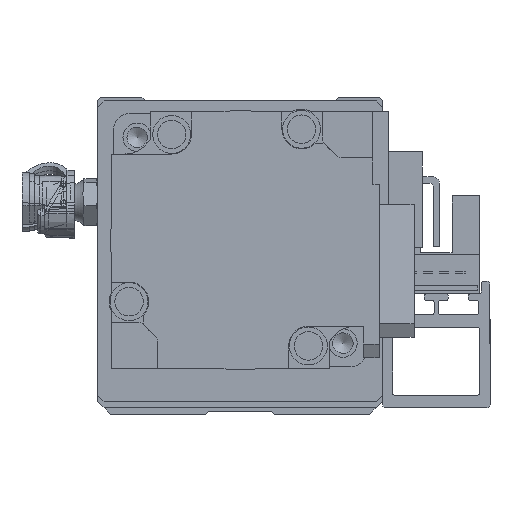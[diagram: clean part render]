
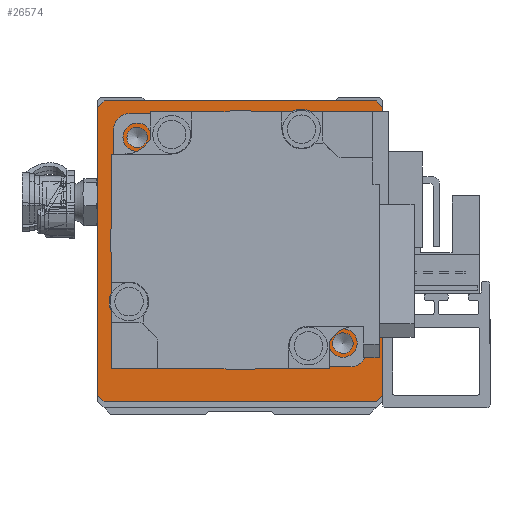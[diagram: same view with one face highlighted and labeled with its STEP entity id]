
A CAD part, front view. The second image highlights one B-rep face of the part: STEP entity #26574.
In plain terms, the highlighted planar face has unit normal (0, -1, 0).
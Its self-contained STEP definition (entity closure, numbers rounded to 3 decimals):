
#684=FACE_BOUND('',#4438,.T.);
#685=FACE_BOUND('',#4439,.T.);
#686=FACE_BOUND('',#4440,.T.);
#687=FACE_BOUND('',#4441,.T.);
#688=FACE_BOUND('',#4442,.T.);
#689=FACE_BOUND('',#4443,.T.);
#690=FACE_BOUND('',#4444,.T.);
#691=FACE_BOUND('',#4445,.T.);
#692=FACE_BOUND('',#4446,.T.);
#1333=PLANE('',#28830);
#2765=FACE_OUTER_BOUND('',#4437,.T.);
#4437=EDGE_LOOP('',(#19889,#19890,#19891,#19892,#19893,#19894,#19895,#19896));
#4438=EDGE_LOOP('',(#19897));
#4439=EDGE_LOOP('',(#19898));
#4440=EDGE_LOOP('',(#19899));
#4441=EDGE_LOOP('',(#19900));
#4442=EDGE_LOOP('',(#19901));
#4443=EDGE_LOOP('',(#19902));
#4444=EDGE_LOOP('',(#19903));
#4445=EDGE_LOOP('',(#19904));
#4446=EDGE_LOOP('',(#19905));
#6347=LINE('',#41303,#8495);
#6356=LINE('',#41356,#8504);
#6358=LINE('',#41360,#8506);
#6385=LINE('',#41460,#8533);
#6387=LINE('',#41463,#8535);
#6389=LINE('',#41467,#8537);
#6391=LINE('',#41471,#8539);
#6392=LINE('',#41473,#8540);
#8495=VECTOR('',#32946,10.);
#8504=VECTOR('',#32977,10.);
#8506=VECTOR('',#32981,10.);
#8533=VECTOR('',#33098,10.);
#8535=VECTOR('',#33102,10.);
#8537=VECTOR('',#33106,10.);
#8539=VECTOR('',#33110,10.);
#8540=VECTOR('',#33113,10.);
#10477=CIRCLE('',#28790,1.621);
#10479=CIRCLE('',#28794,1.621);
#10481=CIRCLE('',#28798,1.621);
#10483=CIRCLE('',#28802,1.621);
#10486=CIRCLE('',#28810,3.);
#10487=CIRCLE('',#28813,3.);
#10488=CIRCLE('',#28816,3.);
#10489=CIRCLE('',#28819,3.);
#10490=CIRCLE('',#28822,15.);
#12211=VERTEX_POINT('',#41300);
#12212=VERTEX_POINT('',#41302);
#12219=VERTEX_POINT('',#41354);
#12220=VERTEX_POINT('',#41358);
#12227=VERTEX_POINT('',#41381);
#12230=VERTEX_POINT('',#41390);
#12233=VERTEX_POINT('',#41399);
#12236=VERTEX_POINT('',#41408);
#12241=VERTEX_POINT('',#41426);
#12242=VERTEX_POINT('',#41432);
#12243=VERTEX_POINT('',#41438);
#12244=VERTEX_POINT('',#41444);
#12245=VERTEX_POINT('',#41450);
#12247=VERTEX_POINT('',#41457);
#12248=VERTEX_POINT('',#41459);
#12249=VERTEX_POINT('',#41465);
#12250=VERTEX_POINT('',#41469);
#15039=EDGE_CURVE('',#12211,#12212,#6347,.T.);
#15054=EDGE_CURVE('',#12219,#12211,#6356,.T.);
#15056=EDGE_CURVE('',#12220,#12219,#6358,.T.);
#15065=EDGE_CURVE('',#12227,#12227,#10477,.T.);
#15069=EDGE_CURVE('',#12230,#12230,#10479,.T.);
#15073=EDGE_CURVE('',#12233,#12233,#10481,.T.);
#15077=EDGE_CURVE('',#12236,#12236,#10483,.T.);
#15085=EDGE_CURVE('',#12241,#12241,#10486,.T.);
#15088=EDGE_CURVE('',#12242,#12242,#10487,.T.);
#15091=EDGE_CURVE('',#12243,#12243,#10488,.T.);
#15094=EDGE_CURVE('',#12244,#12244,#10489,.T.);
#15097=EDGE_CURVE('',#12245,#12245,#10490,.T.);
#15101=EDGE_CURVE('',#12247,#12248,#6385,.T.);
#15103=EDGE_CURVE('',#12212,#12247,#6387,.T.);
#15105=EDGE_CURVE('',#12249,#12220,#6389,.T.);
#15107=EDGE_CURVE('',#12250,#12249,#6391,.T.);
#15108=EDGE_CURVE('',#12248,#12250,#6392,.T.);
#19889=ORIENTED_EDGE('',*,*,#15108,.F.);
#19890=ORIENTED_EDGE('',*,*,#15101,.F.);
#19891=ORIENTED_EDGE('',*,*,#15103,.F.);
#19892=ORIENTED_EDGE('',*,*,#15039,.F.);
#19893=ORIENTED_EDGE('',*,*,#15054,.F.);
#19894=ORIENTED_EDGE('',*,*,#15056,.F.);
#19895=ORIENTED_EDGE('',*,*,#15105,.F.);
#19896=ORIENTED_EDGE('',*,*,#15107,.F.);
#19897=ORIENTED_EDGE('',*,*,#15065,.T.);
#19898=ORIENTED_EDGE('',*,*,#15069,.T.);
#19899=ORIENTED_EDGE('',*,*,#15073,.T.);
#19900=ORIENTED_EDGE('',*,*,#15077,.T.);
#19901=ORIENTED_EDGE('',*,*,#15085,.T.);
#19902=ORIENTED_EDGE('',*,*,#15088,.T.);
#19903=ORIENTED_EDGE('',*,*,#15091,.T.);
#19904=ORIENTED_EDGE('',*,*,#15094,.T.);
#19905=ORIENTED_EDGE('',*,*,#15097,.T.);
#26574=ADVANCED_FACE('',(#2765,#684,#685,#686,#687,#688,#689,#690,#691,
#692),#1333,.F.);
#28790=AXIS2_PLACEMENT_3D('',#41382,#33005,#33006);
#28794=AXIS2_PLACEMENT_3D('',#41391,#33015,#33016);
#28798=AXIS2_PLACEMENT_3D('',#41400,#33025,#33026);
#28802=AXIS2_PLACEMENT_3D('',#41409,#33035,#33036);
#28810=AXIS2_PLACEMENT_3D('',#41427,#33056,#33057);
#28813=AXIS2_PLACEMENT_3D('',#41433,#33064,#33065);
#28816=AXIS2_PLACEMENT_3D('',#41439,#33072,#33073);
#28819=AXIS2_PLACEMENT_3D('',#41445,#33080,#33081);
#28822=AXIS2_PLACEMENT_3D('',#41451,#33088,#33089);
#28830=AXIS2_PLACEMENT_3D('',#41474,#33114,#33115);
#32946=DIRECTION('',(-1.,0.,0.));
#32977=DIRECTION('',(-0.707,0.,-0.707));
#32981=DIRECTION('',(0.,0.,-1.));
#33005=DIRECTION('center_axis',(0.,1.,0.));
#33006=DIRECTION('ref_axis',(1.,0.,0.));
#33015=DIRECTION('center_axis',(0.,1.,0.));
#33016=DIRECTION('ref_axis',(1.,0.,0.));
#33025=DIRECTION('center_axis',(0.,1.,0.));
#33026=DIRECTION('ref_axis',(1.,0.,0.));
#33035=DIRECTION('center_axis',(0.,1.,0.));
#33036=DIRECTION('ref_axis',(1.,0.,0.));
#33056=DIRECTION('center_axis',(0.,1.,0.));
#33057=DIRECTION('ref_axis',(1.,0.,0.));
#33064=DIRECTION('center_axis',(0.,1.,0.));
#33065=DIRECTION('ref_axis',(1.,0.,0.));
#33072=DIRECTION('center_axis',(0.,1.,0.));
#33073=DIRECTION('ref_axis',(1.,0.,0.));
#33080=DIRECTION('center_axis',(0.,1.,0.));
#33081=DIRECTION('ref_axis',(1.,0.,0.));
#33088=DIRECTION('center_axis',(0.,1.,0.));
#33089=DIRECTION('ref_axis',(-1.,0.,0.));
#33098=DIRECTION('',(0.,0.,1.));
#33102=DIRECTION('',(-0.707,0.,0.707));
#33106=DIRECTION('',(0.707,0.,-0.707));
#33110=DIRECTION('',(1.,0.,0.));
#33113=DIRECTION('',(0.707,0.,0.707));
#33114=DIRECTION('center_axis',(0.,1.,0.));
#33115=DIRECTION('ref_axis',(0.,0.,1.));
#41300=CARTESIAN_POINT('',(44.,0.,0.));
#41302=CARTESIAN_POINT('',(1.,0.,0.));
#41303=CARTESIAN_POINT('',(44.,0.,0.));
#41354=CARTESIAN_POINT('',(45.,0.,1.));
#41356=CARTESIAN_POINT('',(45.,0.,1.));
#41358=CARTESIAN_POINT('',(45.,0.,46.5));
#41360=CARTESIAN_POINT('',(45.,0.,46.5));
#41381=CARTESIAN_POINT('',(37.142,0.,9.237));
#41382=CARTESIAN_POINT('Origin',(38.763,0.,9.237));
#41390=CARTESIAN_POINT('',(4.616,0.,41.763));
#41391=CARTESIAN_POINT('Origin',(6.237,0.,41.763));
#41399=CARTESIAN_POINT('',(37.142,0.,41.763));
#41400=CARTESIAN_POINT('Origin',(38.763,0.,41.763));
#41408=CARTESIAN_POINT('',(4.616,0.,9.237));
#41409=CARTESIAN_POINT('Origin',(6.237,0.,9.237));
#41426=CARTESIAN_POINT('',(36.5,0.,17.));
#41427=CARTESIAN_POINT('Origin',(39.5,0.,17.));
#41432=CARTESIAN_POINT('',(2.5,0.,34.));
#41433=CARTESIAN_POINT('Origin',(5.5,0.,34.));
#41438=CARTESIAN_POINT('',(36.5,0.,34.));
#41439=CARTESIAN_POINT('Origin',(39.5,0.,34.));
#41444=CARTESIAN_POINT('',(2.5,0.,17.));
#41445=CARTESIAN_POINT('Origin',(5.5,0.,17.));
#41450=CARTESIAN_POINT('',(37.5,0.,25.5));
#41451=CARTESIAN_POINT('Origin',(22.5,0.,25.5));
#41457=CARTESIAN_POINT('',(0.,0.,1.));
#41459=CARTESIAN_POINT('',(0.,0.,46.5));
#41460=CARTESIAN_POINT('',(0.,0.,1.));
#41463=CARTESIAN_POINT('',(1.,0.,0.));
#41465=CARTESIAN_POINT('',(44.,0.,47.5));
#41467=CARTESIAN_POINT('',(44.,0.,47.5));
#41469=CARTESIAN_POINT('',(1.,0.,47.5));
#41471=CARTESIAN_POINT('',(1.,0.,47.5));
#41473=CARTESIAN_POINT('',(0.,0.,46.5));
#41474=CARTESIAN_POINT('Origin',(22.5,0.,23.75));
